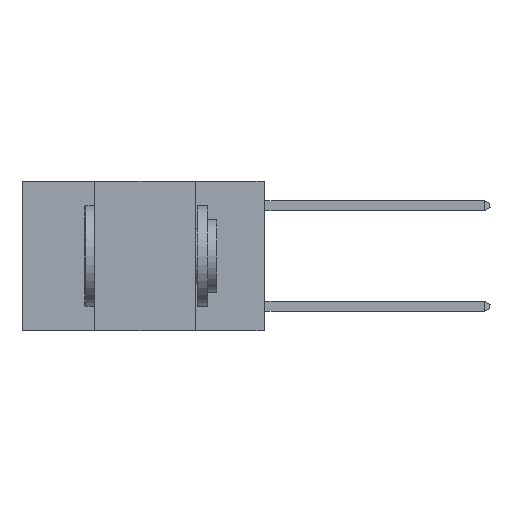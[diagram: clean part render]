
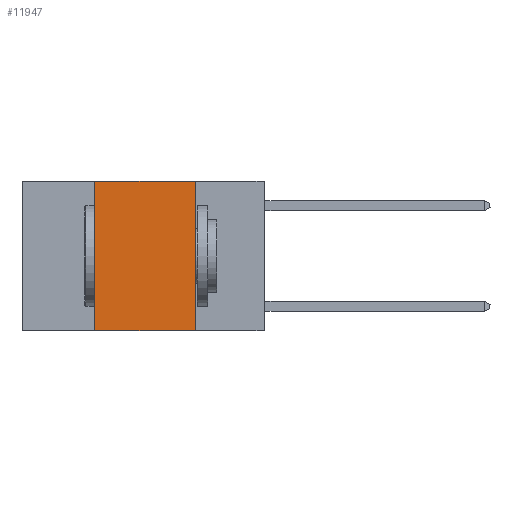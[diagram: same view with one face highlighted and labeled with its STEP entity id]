
A CAD part, left-side view. The second image highlights one B-rep face of the part: STEP entity #11947.
In plain terms, the highlighted planar face has unit normal (-1, 0, 0).
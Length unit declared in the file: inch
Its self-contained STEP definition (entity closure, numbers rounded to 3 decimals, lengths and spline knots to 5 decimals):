
#130 = EDGE_CURVE ( 'NONE', #4029, #24852, #8072, .T. ) ;
#203 = DIRECTION ( 'NONE',  ( 0., -1., 0. ) ) ;
#1120 = VECTOR ( 'NONE', #22384, 39.37008 ) ;
#1258 = LINE ( 'NONE', #10775, #24029 ) ;
#1396 = DIRECTION ( 'NONE',  ( 0., -1., 0. ) ) ;
#2435 = DIRECTION ( 'NONE',  ( 1., 0., 0. ) ) ;
#2990 = LINE ( 'NONE', #12504, #14826 ) ;
#4029 = VERTEX_POINT ( 'NONE', #23224 ) ;
#4055 = CARTESIAN_POINT ( 'NONE',  ( 0., 0.6, 0. ) ) ;
#5393 = DIRECTION ( 'NONE',  ( 0., 0., -1. ) ) ;
#7226 = VERTEX_POINT ( 'NONE', #25120 ) ;
#7616 = EDGE_CURVE ( 'NONE', #4029, #7226, #2990, .T. ) ;
#7714 = PLANE ( 'NONE',  #25040 ) ;
#7794 = ORIENTED_EDGE ( 'NONE', *, *, #20964, .F. ) ;
#8072 = LINE ( 'NONE', #15067, #1120 ) ;
#10060 = ORIENTED_EDGE ( 'NONE', *, *, #130, .F. ) ;
#10775 = CARTESIAN_POINT ( 'NONE',  ( 0., 0.17, 0. ) ) ;
#11240 = EDGE_CURVE ( 'NONE', #18298, #7226, #1258, .T. ) ;
#11947 = ADVANCED_FACE ( 'NONE', ( #24067 ), #7714, .F. ) ;
#12370 = CARTESIAN_POINT ( 'NONE',  ( 0., 0.42, 0. ) ) ;
#12504 = CARTESIAN_POINT ( 'NONE',  ( 0., 0.6, -0.37 ) ) ;
#14826 = VECTOR ( 'NONE', #203, 39.37008 ) ;
#15067 = CARTESIAN_POINT ( 'NONE',  ( 0., 0.42, 0. ) ) ;
#16076 = ORIENTED_EDGE ( 'NONE', *, *, #7616, .T. ) ;
#16906 = CARTESIAN_POINT ( 'NONE',  ( 0., 0.6, 0. ) ) ;
#18298 = VERTEX_POINT ( 'NONE', #25633 ) ;
#19003 = EDGE_LOOP ( 'NONE', ( #21704, #7794, #10060, #16076 ) ) ;
#20076 = VECTOR ( 'NONE', #1396, 39.37008 ) ;
#20964 = EDGE_CURVE ( 'NONE', #24852, #18298, #24916, .T. ) ;
#21704 = ORIENTED_EDGE ( 'NONE', *, *, #11240, .F. ) ;
#22384 = DIRECTION ( 'NONE',  ( 0., 0., 1. ) ) ;
#23224 = CARTESIAN_POINT ( 'NONE',  ( 0., 0.42, -0.37 ) ) ;
#24029 = VECTOR ( 'NONE', #29162, 39.37008 ) ;
#24067 = FACE_OUTER_BOUND ( 'NONE', #19003, .T. ) ;
#24852 = VERTEX_POINT ( 'NONE', #12370 ) ;
#24916 = LINE ( 'NONE', #4055, #20076 ) ;
#25040 = AXIS2_PLACEMENT_3D ( 'NONE', #16906, #2435, #5393 ) ;
#25120 = CARTESIAN_POINT ( 'NONE',  ( 0., 0.17, -0.37 ) ) ;
#25633 = CARTESIAN_POINT ( 'NONE',  ( 0., 0.17, 0. ) ) ;
#29162 = DIRECTION ( 'NONE',  ( 0., 0., -1. ) ) ;
